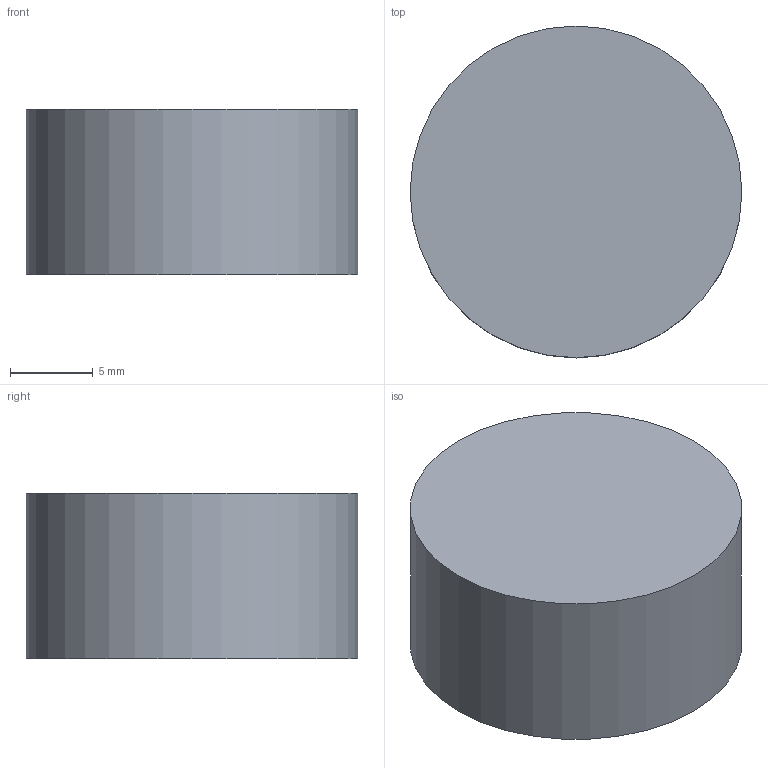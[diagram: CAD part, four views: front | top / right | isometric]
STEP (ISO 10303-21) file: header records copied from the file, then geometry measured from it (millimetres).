
FILE_DESCRIPTION(/* description */ ('','CAx-IF Rec.Pracs.---Representation and Presentation of Product Manufacturing Information (PMI)---4.0---2014-10-13'),/* implementation_level */ '2;1');
FILE_NAME(/* name */ 'Step-Datei.stp',/* time_stamp */ '2020-06-05T11:06:11+02:00',/* author */ ('Raphael'),/* organization */ (''),/* preprocessor_version */ 'ST-DEVELOPER v17.2',/* originating_system */ 'Autodesk Inventor 2019',/* authorisation */ '');
FILE_SCHEMA (('AP242_MANAGED_MODEL_BASED_3D_ENGINEERING_MIM_LF { 1 0 10303 442 1 1 4 }'));
Length unit declared in the file: millimetre
Products named in the file (1): Bauteil1
Bounding box: 20 x 20 x 10 mm (x, y, z)
Volume: 3141.6 mm3; surface area: 1256.6 mm2
Topology: 1 solids, 1 shells, 3 faces, 4 edges, 3 vertices
Faces by surface type: plane 2, cylinder 1
Full cylindrical faces by diameter (mm): 20 x1
Entity records: 208 total; most frequent: DIRECTION 41, CARTESIAN_POINT 27, AXIS2_PLACEMENT_3D 20, ORIENTED_EDGE 6, MAPPED_ITEM 5, REPRESENTATION_MAP 5, DRAUGHTING_MODEL 5, MECHANICAL_DESIGN_AND_DRAUGHTING_RELATIONSHIP 4
